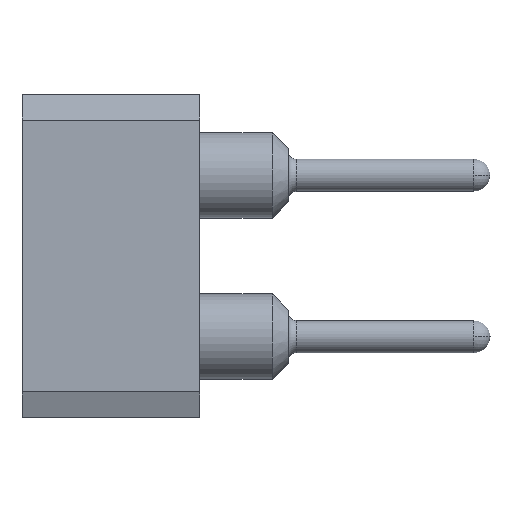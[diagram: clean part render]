
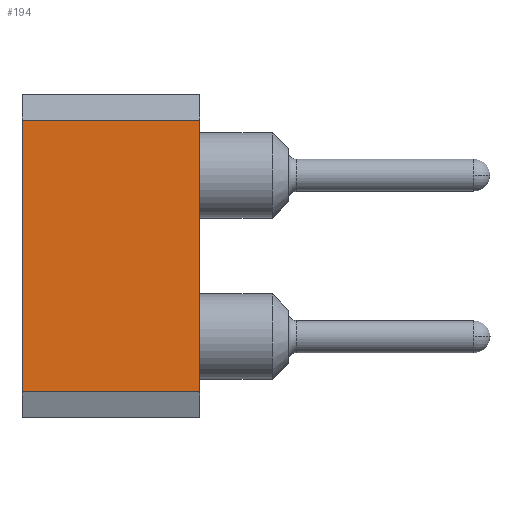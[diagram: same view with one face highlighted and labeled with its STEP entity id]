
A CAD part, left-side view. The second image highlights one B-rep face of the part: STEP entity #194.
In plain terms, the highlighted planar face has unit normal (-1, 0, 0).
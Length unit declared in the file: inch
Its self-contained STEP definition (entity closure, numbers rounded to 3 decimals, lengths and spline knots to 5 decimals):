
#35 = ORIENTED_EDGE ( 'NONE', *, *, #2286, .T. ) ;
#46 = CARTESIAN_POINT ( 'NONE',  ( -0.01203, -0.11, -0.01575 ) ) ;
#60 = CARTESIAN_POINT ( 'NONE',  ( -0.01203, -0.11, -0.01575 ) ) ;
#194 = ADVANCED_FACE ( 'NONE', ( #2753 ), #1700, .T. ) ;
#224 = VECTOR ( 'NONE', #3127, 39.37008 ) ;
#232 = CARTESIAN_POINT ( 'NONE',  ( -0.01203, -0.11, -0.18425 ) ) ;
#331 = ORIENTED_EDGE ( 'NONE', *, *, #535, .F. ) ;
#345 = VERTEX_POINT ( 'NONE', #797 ) ;
#412 = DIRECTION ( 'NONE',  ( 0., 1., 0. ) ) ;
#535 = EDGE_CURVE ( 'NONE', #1710, #3223, #913, .T. ) ;
#670 = VECTOR ( 'NONE', #1803, 39.37008 ) ;
#797 = CARTESIAN_POINT ( 'NONE',  ( -0.01203, 0., -0.01575 ) ) ;
#803 = CARTESIAN_POINT ( 'NONE',  ( -0.01203, 0., -0.18425 ) ) ;
#840 = LINE ( 'NONE', #803, #876 ) ;
#876 = VECTOR ( 'NONE', #2600, 39.37008 ) ;
#913 = LINE ( 'NONE', #1690, #1932 ) ;
#1051 = LINE ( 'NONE', #46, #670 ) ;
#1061 = LINE ( 'NONE', #3114, #224 ) ;
#1315 = ORIENTED_EDGE ( 'NONE', *, *, #1645, .F. ) ;
#1645 = EDGE_CURVE ( 'NONE', #3223, #345, #840, .T. ) ;
#1690 = CARTESIAN_POINT ( 'NONE',  ( -0.01203, -0.11, -0.18425 ) ) ;
#1700 = PLANE ( 'NONE',  #2585 ) ;
#1710 = VERTEX_POINT ( 'NONE', #2363 ) ;
#1803 = DIRECTION ( 'NONE',  ( 0., 1., 0. ) ) ;
#1918 = ORIENTED_EDGE ( 'NONE', *, *, #2833, .T. ) ;
#1932 = VECTOR ( 'NONE', #412, 39.37008 ) ;
#2286 = EDGE_CURVE ( 'NONE', #2347, #345, #1051, .T. ) ;
#2299 = EDGE_LOOP ( 'NONE', ( #1315, #331, #1918, #35 ) ) ;
#2347 = VERTEX_POINT ( 'NONE', #60 ) ;
#2363 = CARTESIAN_POINT ( 'NONE',  ( -0.01203, -0.11, -0.18425 ) ) ;
#2585 = AXIS2_PLACEMENT_3D ( 'NONE', #232, #3012, #2732 ) ;
#2600 = DIRECTION ( 'NONE',  ( 0., 0., 1. ) ) ;
#2626 = CARTESIAN_POINT ( 'NONE',  ( -0.01203, 0., -0.18425 ) ) ;
#2732 = DIRECTION ( 'NONE',  ( 0., 0., 1. ) ) ;
#2753 = FACE_OUTER_BOUND ( 'NONE', #2299, .T. ) ;
#2833 = EDGE_CURVE ( 'NONE', #1710, #2347, #1061, .T. ) ;
#3012 = DIRECTION ( 'NONE',  ( -1., 0., 0. ) ) ;
#3114 = CARTESIAN_POINT ( 'NONE',  ( -0.01203, -0.11, -0.18425 ) ) ;
#3127 = DIRECTION ( 'NONE',  ( 0., 0., 1. ) ) ;
#3223 = VERTEX_POINT ( 'NONE', #2626 ) ;
